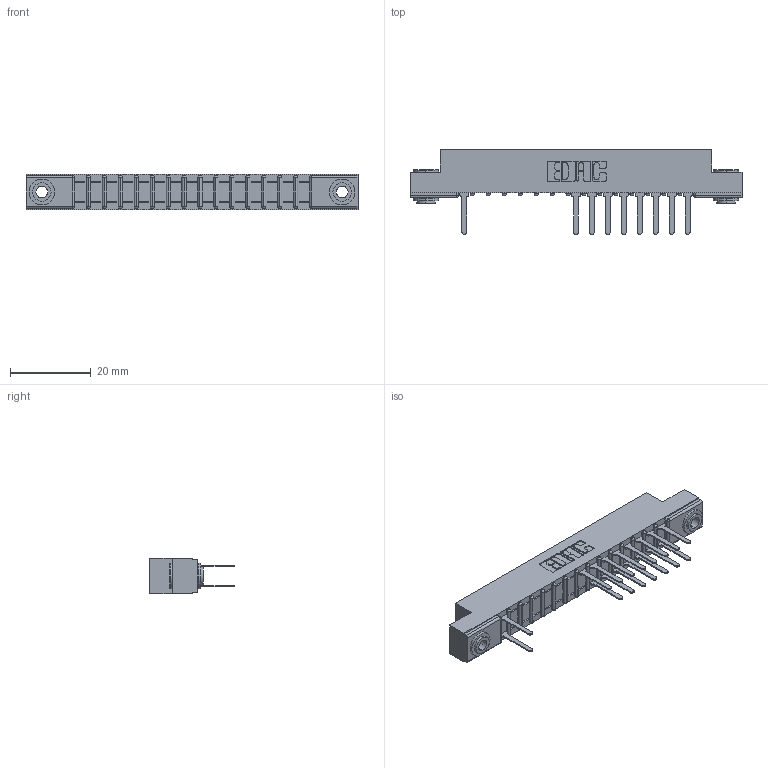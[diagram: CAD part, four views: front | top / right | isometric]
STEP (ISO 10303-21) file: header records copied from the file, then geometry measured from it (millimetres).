
FILE_DESCRIPTION (( 'STEP AP203' ), '1' );
FILE_NAME ('357-030-522-203.STEP', '2018-08-09T09:52:42', ( '' ), ( '' ), 'SwSTEP 2.0', 'SolidWorks 2016', '' );
FILE_SCHEMA (( 'CONFIG_CONTROL_DESIGN' ));
Length unit declared in the file: inch
Products named in the file (4): 307 Part_.156 Dia Mounting Holes; 307-290-001_522; 345-250-002_345-250-002-102; 357-030-522-203
Assembly tree (20 placements, depth 2):
  357-030-522-203
    307 Part_.156 Dia Mounting Holes
    307-290-001_522  x17
    345-250-002_345-250-002-102  x2
Bounding box: 82.45 x 21.11 x 8.71 mm (x, y, z)
Volume: 5263.4 mm3; surface area: 8376.4 mm2
Topology: 20 solids, 20 shells, 1098 faces, 3061 edges, 1970 vertices
Faces by surface type: plane 699, cylinder 359, sphere 32, cone 8
Entity records: 17285 total; most frequent: CARTESIAN_POINT 2871, ORIENTED_EDGE 2846, DIRECTION 2825, EDGE_CURVE 1423, VECTOR 1073, LINE 1073, VERTEX_POINT 922, AXIS2_PLACEMENT_3D 876
